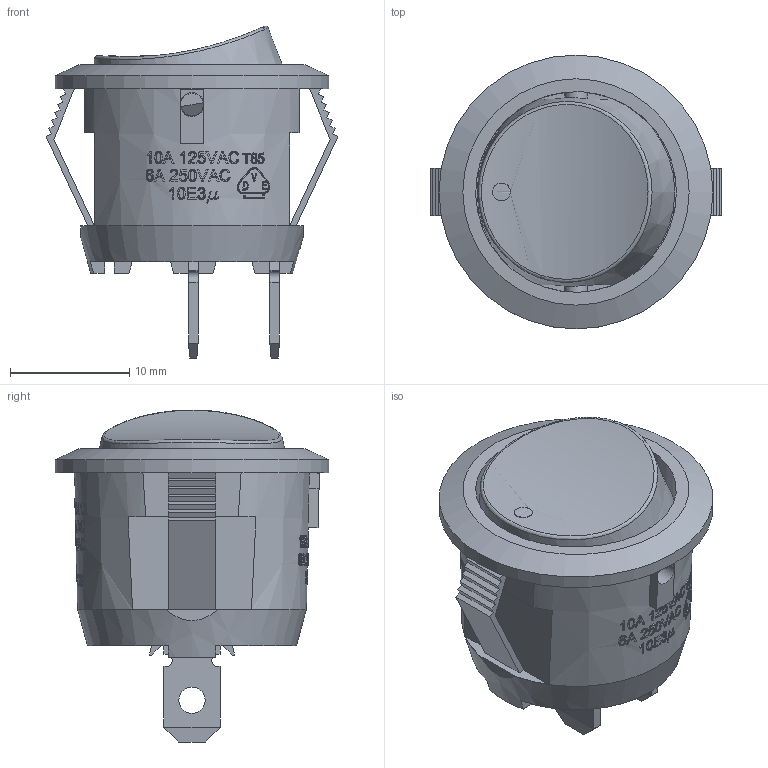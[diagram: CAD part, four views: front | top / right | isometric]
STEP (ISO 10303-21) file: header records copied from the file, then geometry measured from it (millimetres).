
FILE_DESCRIPTION((' '),'2;1');
FILE_NAME('RR3112AxxxxxxNAF0.stp','2017-07-20T13:58:58',(' '),(' '),' ','ACIS',' ');
FILE_SCHEMA(('CONFIG_CONTROL_DESIGN'));
Length unit declared in the file: inch
Products named in the file (3): RR3112AxxxxxxNAF0.stp; Body1; Body2
Assembly tree (2 placements, depth 2):
  RR3112AxxxxxxNAF0.stp
    Body1
    Body2
Bounding box: 24.51 x 23 x 27.87 mm (x, y, z)
Volume: 2688.5 mm3; surface area: 4050.1 mm2
Topology: 2 solids, 2 shells, 1026 faces, 2751 edges, 1817 vertices
Faces by surface type: bspline 471, plane 439, cone 88, cylinder 28
Full cylindrical faces by diameter (mm): 1.9 x2, 2 x2, 2.2 x2, 3.2 x1, 4.9 x1, 16.85 x1, 23 x1
Entity records: 91465 total; most frequent: CARTESIAN_POINT 67797, ORIENTED_EDGE 5468, DIRECTION 3719, EDGE_CURVE 2734, VERTEX_POINT 1813, VECTOR 1299, LINE 1299, AXIS2_PLACEMENT_3D 1210
